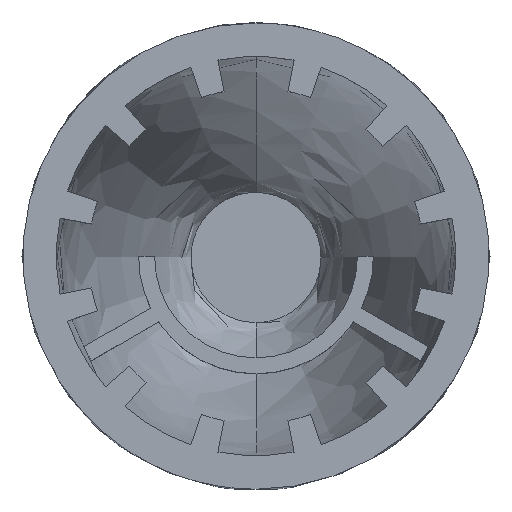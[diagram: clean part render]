
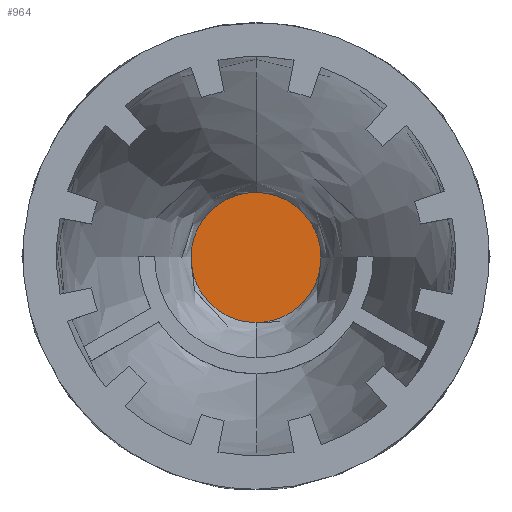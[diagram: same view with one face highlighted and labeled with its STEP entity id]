
A CAD part, top view. The second image highlights one B-rep face of the part: STEP entity #964.
In plain terms, the highlighted planar face has unit normal (0, 0, 1).
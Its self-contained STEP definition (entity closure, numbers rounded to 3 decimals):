
#340 = CARTESIAN_POINT ( 'NONE',  ( 81.417, -40.708, -2000. ) ) ;
#349 = CARTESIAN_POINT ( 'NONE',  ( -41.197, -41.197, -2000. ) ) ;
#365 = EDGE_CURVE ( 'NONE', #3411, #2661, #1468, .T. ) ;
#453 =( BOUNDED_CURVE ( )  B_SPLINE_CURVE ( 3, ( #909, #1498, #340, #2093 ),
 .UNSPECIFIED., .F., .F. ) 
 B_SPLINE_CURVE_WITH_KNOTS ( ( 4, 4 ),
 ( 0., 0.127 ),
 .UNSPECIFIED. ) 
 CURVE ( )  GEOMETRIC_REPRESENTATION_ITEM ( )  RATIONAL_B_SPLINE_CURVE ( ( 1., 0.333, 0.333, 1. ) ) 
 REPRESENTATION_ITEM ( '' )  );
#812 = AXIS2_PLACEMENT_3D ( 'NONE', #349, #921, #2932 ) ;
#815 = CARTESIAN_POINT ( 'NONE',  ( 0., -40.708, -2000. ) ) ;
#895 = CARTESIAN_POINT ( 'NONE',  ( 0., -40.708, -2000. ) ) ;
#909 = CARTESIAN_POINT ( 'NONE',  ( 0., 40.708, -2000. ) ) ;
#921 = DIRECTION ( 'NONE',  ( 0., 0., 1. ) ) ;
#964 = ADVANCED_FACE ( 'NONE', ( #2377 ), #2096, .T. ) ;
#1468 =( BOUNDED_CURVE ( )  B_SPLINE_CURVE ( 3, ( #895, #2075, #1805, #2965 ),
 .UNSPECIFIED., .F., .T. ) 
 B_SPLINE_CURVE_WITH_KNOTS ( ( 4, 4 ),
 ( 0., 0.127 ),
 .UNSPECIFIED. ) 
 CURVE ( )  GEOMETRIC_REPRESENTATION_ITEM ( )  RATIONAL_B_SPLINE_CURVE ( ( 1., 0.333, 0.333, 1. ) ) 
 REPRESENTATION_ITEM ( '' )  );
#1498 = CARTESIAN_POINT ( 'NONE',  ( 81.417, 40.708, -2000. ) ) ;
#1683 = ORIENTED_EDGE ( 'NONE', *, *, #1897, .F. ) ;
#1805 = CARTESIAN_POINT ( 'NONE',  ( -81.417, 40.708, -2000. ) ) ;
#1823 = CARTESIAN_POINT ( 'NONE',  ( 0., 40.708, -2000. ) ) ;
#1897 = EDGE_CURVE ( 'NONE', #2661, #3411, #453, .T. ) ;
#1985 = ORIENTED_EDGE ( 'NONE', *, *, #365, .F. ) ;
#2026 = EDGE_LOOP ( 'NONE', ( #1985, #1683 ) ) ;
#2075 = CARTESIAN_POINT ( 'NONE',  ( -81.417, -40.708, -2000. ) ) ;
#2093 = CARTESIAN_POINT ( 'NONE',  ( 0., -40.708, -2000. ) ) ;
#2096 = PLANE ( 'NONE',  #812 ) ;
#2377 = FACE_OUTER_BOUND ( 'NONE', #2026, .T. ) ;
#2661 = VERTEX_POINT ( 'NONE', #1823 ) ;
#2932 = DIRECTION ( 'NONE',  ( 1., 0., 0. ) ) ;
#2965 = CARTESIAN_POINT ( 'NONE',  ( 0., 40.708, -2000. ) ) ;
#3411 = VERTEX_POINT ( 'NONE', #815 ) ;
